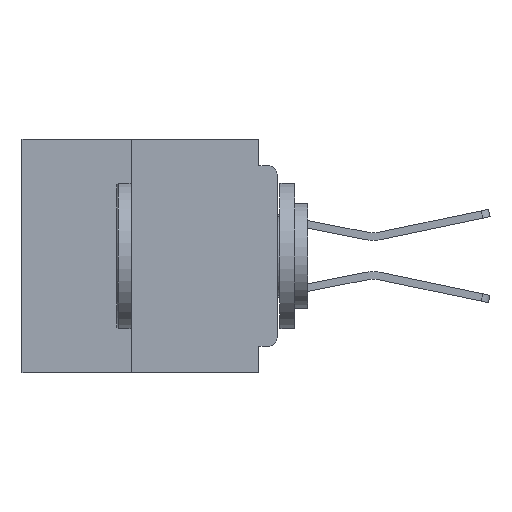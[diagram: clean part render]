
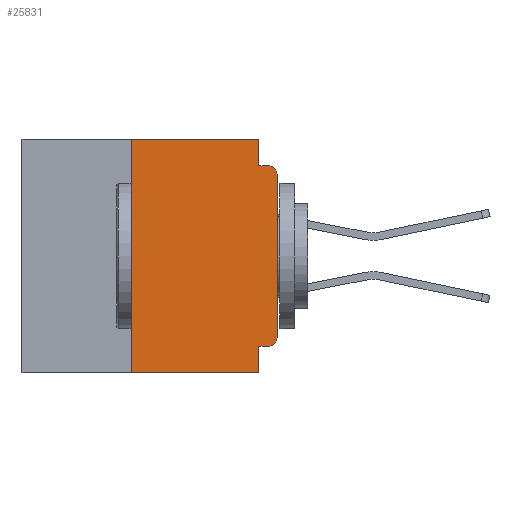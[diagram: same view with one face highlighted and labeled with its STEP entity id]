
A CAD part, left-side view. The second image highlights one B-rep face of the part: STEP entity #25831.
In plain terms, the highlighted planar face has unit normal (-1, 0, 0).
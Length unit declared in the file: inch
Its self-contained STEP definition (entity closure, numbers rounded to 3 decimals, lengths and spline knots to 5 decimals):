
#2997 = VERTEX_POINT ( 'NONE', #61412 ) ;
#3230 = EDGE_CURVE ( 'NONE', #32352, #2997, #19606, .T. ) ;
#4075 = VERTEX_POINT ( 'NONE', #25803 ) ;
#4349 = FACE_OUTER_BOUND ( 'NONE', #30213, .T. ) ;
#4483 = VECTOR ( 'NONE', #19433, 39.37008 ) ;
#4524 = CARTESIAN_POINT ( 'NONE',  ( 0., 0.031, 0. ) ) ;
#6772 = CARTESIAN_POINT ( 'NONE',  ( 0., 0.031, -0.045 ) ) ;
#7956 = ORIENTED_EDGE ( 'NONE', *, *, #18705, .F. ) ;
#8059 = VERTEX_POINT ( 'NONE', #24217 ) ;
#8924 = VECTOR ( 'NONE', #54760, 39.37008 ) ;
#9369 = DIRECTION ( 'NONE',  ( -1., 0., 0. ) ) ;
#10420 = LINE ( 'NONE', #11040, #8924 ) ;
#10487 = CARTESIAN_POINT ( 'NONE',  ( 0., 0., -0.355 ) ) ;
#10847 = DIRECTION ( 'NONE',  ( 0., -1., 0. ) ) ;
#10980 = ORIENTED_EDGE ( 'NONE', *, *, #27127, .T. ) ;
#11040 = CARTESIAN_POINT ( 'NONE',  ( 0., 0.437, 0. ) ) ;
#11124 = ORIENTED_EDGE ( 'NONE', *, *, #26935, .F. ) ;
#11740 = LINE ( 'NONE', #31256, #23231 ) ;
#11747 = VECTOR ( 'NONE', #36092, 39.37008 ) ;
#11853 = CARTESIAN_POINT ( 'NONE',  ( 0., 0., 0. ) ) ;
#12400 = EDGE_CURVE ( 'NONE', #51966, #34218, #41244, .T. ) ;
#13928 = VERTEX_POINT ( 'NONE', #57215 ) ;
#14781 = CARTESIAN_POINT ( 'NONE',  ( 0., 0.25, -0.4 ) ) ;
#15449 = ORIENTED_EDGE ( 'NONE', *, *, #18626, .F. ) ;
#16456 = EDGE_CURVE ( 'NONE', #13928, #44041, #10420, .T. ) ;
#17727 = EDGE_CURVE ( 'NONE', #34218, #8059, #37621, .T. ) ;
#18626 = EDGE_CURVE ( 'NONE', #22155, #13928, #34626, .T. ) ;
#18697 = VECTOR ( 'NONE', #39602, 39.37008 ) ;
#18705 = EDGE_CURVE ( 'NONE', #51966, #54113, #30049, .T. ) ;
#18778 = CARTESIAN_POINT ( 'NONE',  ( 0., 0.015, -0.355 ) ) ;
#19433 = DIRECTION ( 'NONE',  ( 0., 0., -1. ) ) ;
#19581 = DIRECTION ( 'NONE',  ( 0., -1., 0. ) ) ;
#19606 = LINE ( 'NONE', #48562, #53671 ) ;
#20722 = CARTESIAN_POINT ( 'NONE',  ( 0., 0.031, -0.355 ) ) ;
#21228 = ORIENTED_EDGE ( 'NONE', *, *, #16456, .F. ) ;
#21699 = ORIENTED_EDGE ( 'NONE', *, *, #3230, .F. ) ;
#22155 = VERTEX_POINT ( 'NONE', #47661 ) ;
#23231 = VECTOR ( 'NONE', #41008, 39.37008 ) ;
#23490 = CARTESIAN_POINT ( 'NONE',  ( 0., 0.437, 0. ) ) ;
#24217 = CARTESIAN_POINT ( 'NONE',  ( 0., 0., -0.06 ) ) ;
#25803 = CARTESIAN_POINT ( 'NONE',  ( 0., 0.031, -0.4 ) ) ;
#25831 = ADVANCED_FACE ( 'NONE', ( #4349 ), #52479, .F. ) ;
#26498 = DIRECTION ( 'NONE',  ( -1., 0., 0. ) ) ;
#26935 = EDGE_CURVE ( 'NONE', #44041, #32352, #11740, .T. ) ;
#27127 = EDGE_CURVE ( 'NONE', #8059, #2997, #51211, .T. ) ;
#27975 = AXIS2_PLACEMENT_3D ( 'NONE', #55501, #26498, #60344 ) ;
#28343 = DIRECTION ( 'NONE',  ( 0., 0., -1. ) ) ;
#28443 = LINE ( 'NONE', #35103, #51147 ) ;
#30049 = LINE ( 'NONE', #10487, #18697 ) ;
#30213 = EDGE_LOOP ( 'NONE', ( #57798, #10980, #21699, #11124, #21228, #15449, #48667, #57936, #7956, #33235 ) ) ;
#31256 = CARTESIAN_POINT ( 'NONE',  ( 0., 0.031, 0. ) ) ;
#32352 = VERTEX_POINT ( 'NONE', #6772 ) ;
#33235 = ORIENTED_EDGE ( 'NONE', *, *, #12400, .T. ) ;
#33924 = EDGE_CURVE ( 'NONE', #54113, #4075, #43254, .T. ) ;
#34218 = VERTEX_POINT ( 'NONE', #55574 ) ;
#34320 = DIRECTION ( 'NONE',  ( 0., 0., 1. ) ) ;
#34626 = LINE ( 'NONE', #14781, #45958 ) ;
#35103 = CARTESIAN_POINT ( 'NONE',  ( 0., 0.437, -0.4 ) ) ;
#36092 = DIRECTION ( 'NONE',  ( 0., 0., 1. ) ) ;
#37621 = LINE ( 'NONE', #11853, #11747 ) ;
#38479 = CARTESIAN_POINT ( 'NONE',  ( 0., 0.015, -0.06 ) ) ;
#38910 = CARTESIAN_POINT ( 'NONE',  ( 0., 0.031, -0.4 ) ) ;
#39602 = DIRECTION ( 'NONE',  ( 0., 1., 0. ) ) ;
#39865 = EDGE_CURVE ( 'NONE', #22155, #4075, #28443, .T. ) ;
#41008 = DIRECTION ( 'NONE',  ( 0., 0., -1. ) ) ;
#41244 = CIRCLE ( 'NONE', #27975, 0.015 ) ;
#43254 = LINE ( 'NONE', #38910, #4483 ) ;
#43356 = AXIS2_PLACEMENT_3D ( 'NONE', #23490, #57321, #28343 ) ;
#43375 = DIRECTION ( 'NONE',  ( 0., 0., -1. ) ) ;
#44041 = VERTEX_POINT ( 'NONE', #4524 ) ;
#45958 = VECTOR ( 'NONE', #34320, 39.37008 ) ;
#47661 = CARTESIAN_POINT ( 'NONE',  ( 0., 0.25, -0.4 ) ) ;
#48562 = CARTESIAN_POINT ( 'NONE',  ( 0., 0., -0.045 ) ) ;
#48667 = ORIENTED_EDGE ( 'NONE', *, *, #39865, .T. ) ;
#51147 = VECTOR ( 'NONE', #10847, 39.37008 ) ;
#51211 = CIRCLE ( 'NONE', #61131, 0.015 ) ;
#51966 = VERTEX_POINT ( 'NONE', #18778 ) ;
#52479 = PLANE ( 'NONE',  #43356 ) ;
#53671 = VECTOR ( 'NONE', #19581, 39.37008 ) ;
#54113 = VERTEX_POINT ( 'NONE', #20722 ) ;
#54760 = DIRECTION ( 'NONE',  ( 0., -1., 0. ) ) ;
#55501 = CARTESIAN_POINT ( 'NONE',  ( 0., 0.015, -0.34 ) ) ;
#55574 = CARTESIAN_POINT ( 'NONE',  ( 0., 0., -0.34 ) ) ;
#57215 = CARTESIAN_POINT ( 'NONE',  ( 0., 0.25, 0. ) ) ;
#57321 = DIRECTION ( 'NONE',  ( 1., 0., 0. ) ) ;
#57798 = ORIENTED_EDGE ( 'NONE', *, *, #17727, .T. ) ;
#57936 = ORIENTED_EDGE ( 'NONE', *, *, #33924, .F. ) ;
#60344 = DIRECTION ( 'NONE',  ( 0., 0., -1. ) ) ;
#61131 = AXIS2_PLACEMENT_3D ( 'NONE', #38479, #9369, #43375 ) ;
#61412 = CARTESIAN_POINT ( 'NONE',  ( 0., 0.015, -0.045 ) ) ;
